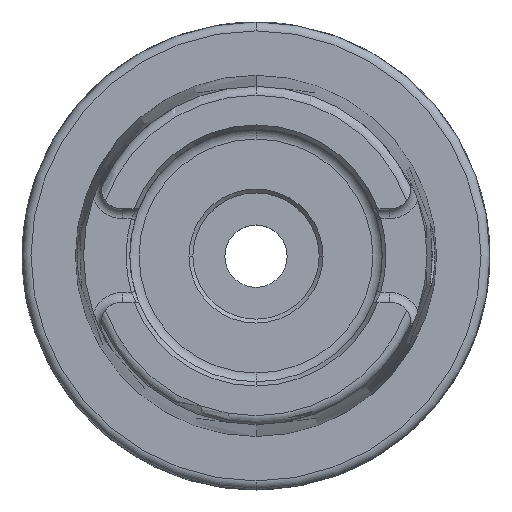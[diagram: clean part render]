
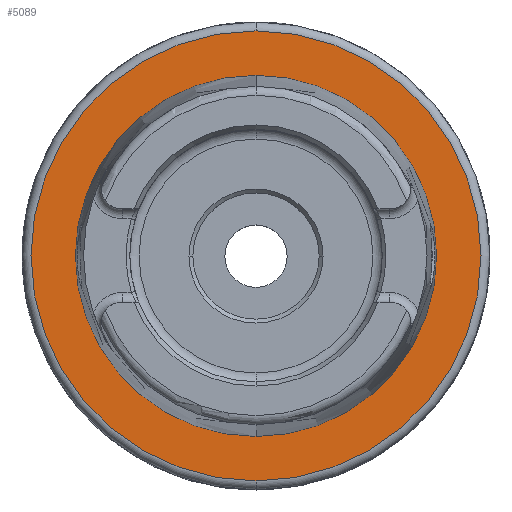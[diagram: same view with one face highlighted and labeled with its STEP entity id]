
A CAD part, top view. The second image highlights one B-rep face of the part: STEP entity #5089.
In plain terms, the highlighted planar face has unit normal (0, 0, 1).
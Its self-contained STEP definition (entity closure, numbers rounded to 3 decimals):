
#149 = DIRECTION ( 'NONE',  ( 0., 1., 0. ) ) ;
#664 = EDGE_CURVE ( 'NONE', #3175, #6349, #4095, .T. ) ;
#674 = DIRECTION ( 'NONE',  ( 0., 0., -1. ) ) ;
#798 = CARTESIAN_POINT ( 'NONE',  ( 0., 0., 25.95 ) ) ;
#813 = CARTESIAN_POINT ( 'NONE',  ( 0., 0., 25.95 ) ) ;
#842 = CARTESIAN_POINT ( 'NONE',  ( 0., 0., 25.95 ) ) ;
#1142 = ORIENTED_EDGE ( 'NONE', *, *, #1939, .F. ) ;
#1205 = DIRECTION ( 'NONE',  ( 0., -1., 0. ) ) ;
#1281 = AXIS2_PLACEMENT_3D ( 'NONE', #798, #6363, #149 ) ;
#1768 = CARTESIAN_POINT ( 'NONE',  ( 0., 0., 25.95 ) ) ;
#1816 = FACE_BOUND ( 'NONE', #5446, .T. ) ;
#1939 = EDGE_CURVE ( 'NONE', #7200, #6880, #3068, .T. ) ;
#2180 = PLANE ( 'NONE',  #4118 ) ;
#2497 = ORIENTED_EDGE ( 'NONE', *, *, #3751, .F. ) ;
#2526 = CARTESIAN_POINT ( 'NONE',  ( 0., -24.321, 25.95 ) ) ;
#2625 = EDGE_CURVE ( 'NONE', #6349, #3175, #5120, .T. ) ;
#2793 = EDGE_LOOP ( 'NONE', ( #2497, #1142 ) ) ;
#3068 = CIRCLE ( 'NONE', #3330, 30.3 ) ;
#3175 = VERTEX_POINT ( 'NONE', #2526 ) ;
#3330 = AXIS2_PLACEMENT_3D ( 'NONE', #842, #674, #4363 ) ;
#3343 = CIRCLE ( 'NONE', #7732, 30.3 ) ;
#3558 = DIRECTION ( 'NONE',  ( 0., 1., 0. ) ) ;
#3751 = EDGE_CURVE ( 'NONE', #6880, #7200, #3343, .T. ) ;
#4095 = CIRCLE ( 'NONE', #7674, 24.321 ) ;
#4118 = AXIS2_PLACEMENT_3D ( 'NONE', #5955, #6143, #1205 ) ;
#4363 = DIRECTION ( 'NONE',  ( 0., 1., 0. ) ) ;
#4396 = DIRECTION ( 'NONE',  ( 0., 1., 0. ) ) ;
#4723 = FACE_OUTER_BOUND ( 'NONE', #2793, .T. ) ;
#5089 = ADVANCED_FACE ( 'NONE', ( #1816, #4723 ), #2180, .T. ) ;
#5120 = CIRCLE ( 'NONE', #1281, 24.321 ) ;
#5446 = EDGE_LOOP ( 'NONE', ( #7880, #7621 ) ) ;
#5955 = CARTESIAN_POINT ( 'NONE',  ( 0., 24.321, 25.95 ) ) ;
#6045 = CARTESIAN_POINT ( 'NONE',  ( 0., 30.3, 25.95 ) ) ;
#6143 = DIRECTION ( 'NONE',  ( 0., 0., 1. ) ) ;
#6335 = CARTESIAN_POINT ( 'NONE',  ( 0., -30.3, 25.95 ) ) ;
#6349 = VERTEX_POINT ( 'NONE', #7843 ) ;
#6363 = DIRECTION ( 'NONE',  ( 0., 0., -1. ) ) ;
#6880 = VERTEX_POINT ( 'NONE', #6045 ) ;
#7200 = VERTEX_POINT ( 'NONE', #6335 ) ;
#7611 = DIRECTION ( 'NONE',  ( 0., 0., -1. ) ) ;
#7621 = ORIENTED_EDGE ( 'NONE', *, *, #664, .T. ) ;
#7674 = AXIS2_PLACEMENT_3D ( 'NONE', #1768, #7919, #3558 ) ;
#7732 = AXIS2_PLACEMENT_3D ( 'NONE', #813, #7611, #4396 ) ;
#7843 = CARTESIAN_POINT ( 'NONE',  ( 0., 24.321, 25.95 ) ) ;
#7880 = ORIENTED_EDGE ( 'NONE', *, *, #2625, .T. ) ;
#7919 = DIRECTION ( 'NONE',  ( 0., 0., -1. ) ) ;
